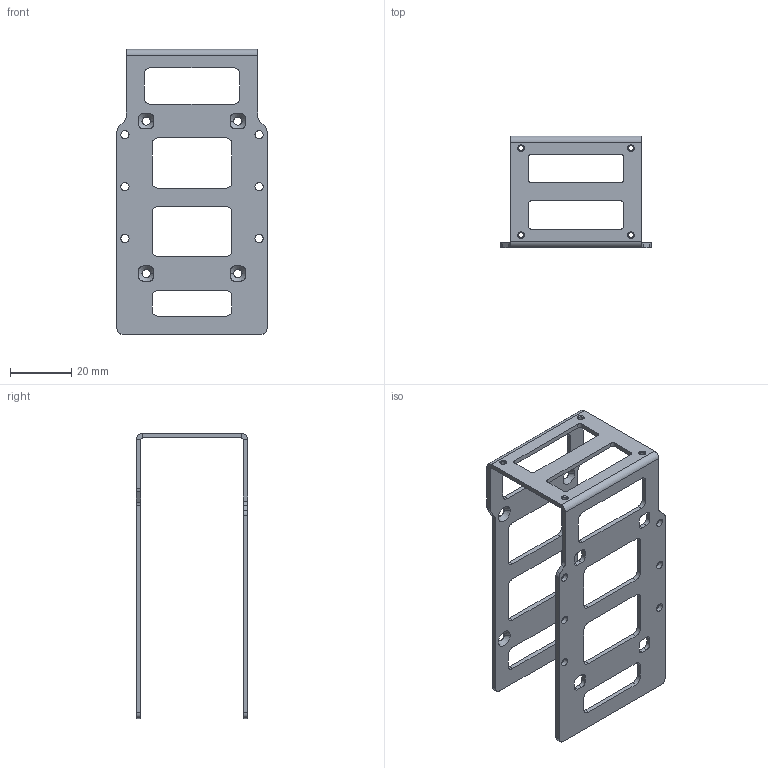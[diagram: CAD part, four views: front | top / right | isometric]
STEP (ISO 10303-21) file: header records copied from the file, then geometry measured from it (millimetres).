
FILE_DESCRIPTION(/* description */ (''),/* implementation_level */ '2;1');
FILE_NAME(/* name */ '7_FR07_E130.step',/* time_stamp */ '2011-05-25T18:11:17-04:00',/* author */ (''),/* organization */ (''),/* preprocessor_version */ 'ST-DEVELOPER v11',/* originating_system */ 'SIEMENS PLM Software NX 7.0',/* authorisation */ '');
FILE_SCHEMA (('AUTOMOTIVE_DESIGN { 1 0 10303 214 1 1 1 1 }'));
Length unit declared in the file: millimetre
Products named in the file (1): 7_FR07_E130
Bounding box: 49.2 x 36.5 x 93.5 mm (x, y, z)
Volume: 8800.5 mm3; surface area: 14001.7 mm2
Topology: 1 solids, 1 shells, 198 faces, 556 edges, 360 vertices
Faces by surface type: cylinder 100, plane 82, cone 16
Entity records: 6556 total; most frequent: DIRECTION 1170, CARTESIAN_POINT 1115, ORIENTED_EDGE 1112, EDGE_CURVE 556, AXIS2_PLACEMENT_3D 415, VERTEX_POINT 360, LINE 340, VECTOR 340
